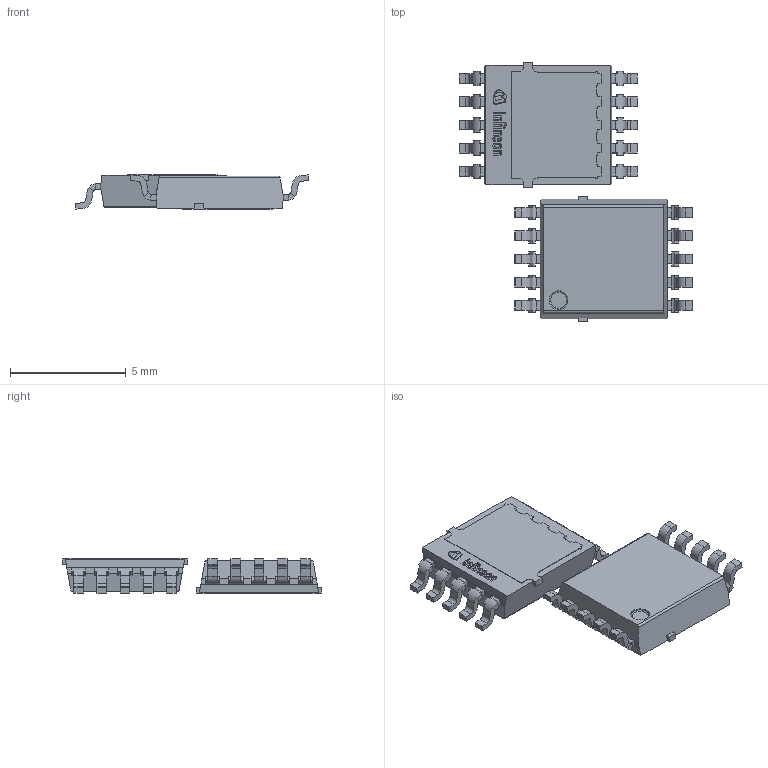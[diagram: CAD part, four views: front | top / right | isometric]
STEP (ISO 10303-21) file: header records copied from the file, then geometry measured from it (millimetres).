
FILE_DESCRIPTION(/* description */ (''),/* implementation_level */ '2;1');
FILE_NAME(/* name */ 'PG-LHDSO-10-4_Z8B00248683_V03_3D.stp',/* time_stamp */ '2024-01-30T11:39:50+05:30',/* author */ ('Subramani'),/* organization */ (''),/* preprocessor_version */ 'ST-DEVELOPER v19.2',/* originating_system */ 'AutoCAD Mechanical',/* authorisation */ '');
FILE_SCHEMA (('AUTOMOTIVE_DESIGN { 1 0 10303 214 3 1 1 }'));
Length unit declared in the file: millimetre
Products named in the file (1): Product
Bounding box: 10.06 x 11.2 x 1.48 mm (x, y, z)
Volume: 78.5 mm3; surface area: 304.5 mm2
Topology: 48 solids, 48 shells, 926 faces, 2482 edges, 1654 vertices
Faces by surface type: plane 800, cylinder 90, bspline 34, torus 2
Full cylindrical faces by diameter (mm): 0.089 x2, 0.18 x2, 0.8 x2
Entity records: 29284 total; most frequent: CARTESIAN_POINT 6601, ORIENTED_EDGE 4964, DIRECTION 4352, EDGE_CURVE 2482, LINE 1878, VECTOR 1878, VERTEX_POINT 1654, AXIS2_PLACEMENT_3D 1237
